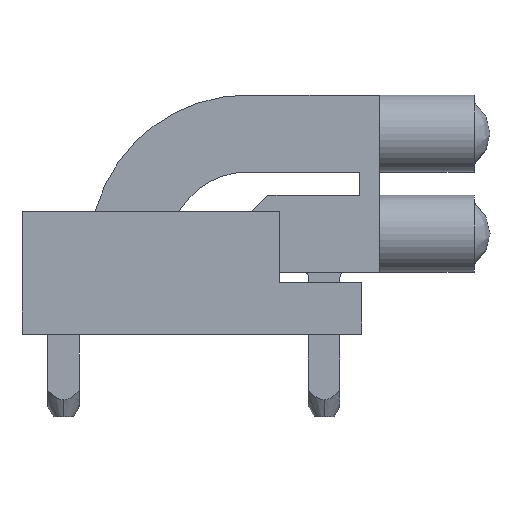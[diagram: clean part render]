
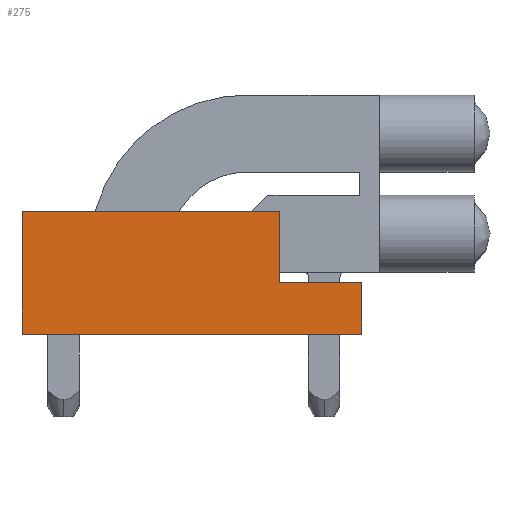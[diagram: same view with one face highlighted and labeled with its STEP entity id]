
A CAD part, front view. The second image highlights one B-rep face of the part: STEP entity #275.
In plain terms, the highlighted planar face has unit normal (0, -1, -0.009).
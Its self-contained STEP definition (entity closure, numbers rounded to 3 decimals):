
#275 = ADVANCED_FACE('',(#276),#326,.T.);
#276 = FACE_BOUND('',#277,.T.);
#277 = EDGE_LOOP('',(#278,#288,#296,#304,#312,#320));
#278 = ORIENTED_EDGE('',*,*,#279,.T.);
#279 = EDGE_CURVE('',#280,#282,#284,.T.);
#280 = VERTEX_POINT('',#281);
#281 = CARTESIAN_POINT('',(2.18,-1.654,1.3
    ));
#282 = VERTEX_POINT('',#283);
#283 = CARTESIAN_POINT('',(2.164,-1.67,3.1)
  );
#284 = LINE('',#285,#286);
#285 = CARTESIAN_POINT('',(2.18,-1.654,1.3
    ));
#286 = VECTOR('',#287,1.);
#287 = DIRECTION('',(-0.009,-0.009,
    1.));
#288 = ORIENTED_EDGE('',*,*,#289,.T.);
#289 = EDGE_CURVE('',#282,#290,#292,.T.);
#290 = VERTEX_POINT('',#291);
#291 = CARTESIAN_POINT('',(-4.35,-1.67,
    3.1));
#292 = LINE('',#293,#294);
#293 = CARTESIAN_POINT('',(3.3,-1.67,3.1)
  );
#294 = VECTOR('',#295,1.);
#295 = DIRECTION('',(-1.,0.,0.));
#296 = ORIENTED_EDGE('',*,*,#297,.T.);
#297 = EDGE_CURVE('',#290,#298,#300,.T.);
#298 = VERTEX_POINT('',#299);
#299 = CARTESIAN_POINT('',(-4.35,-1.643,
    0.));
#300 = LINE('',#301,#302);
#301 = CARTESIAN_POINT('',(-4.35,-1.654,1.299)
  );
#302 = VECTOR('',#303,1.);
#303 = DIRECTION('',(0.,0.009,
    -1.));
#304 = ORIENTED_EDGE('',*,*,#305,.T.);
#305 = EDGE_CURVE('',#298,#306,#308,.T.);
#306 = VERTEX_POINT('',#307);
#307 = CARTESIAN_POINT('',(4.25,-1.643,
    0.));
#308 = LINE('',#309,#310);
#309 = CARTESIAN_POINT('',(3.3,-1.643,
    0.));
#310 = VECTOR('',#311,1.);
#311 = DIRECTION('',(1.,0.,0.));
#312 = ORIENTED_EDGE('',*,*,#313,.T.);
#313 = EDGE_CURVE('',#306,#314,#316,.T.);
#314 = VERTEX_POINT('',#315);
#315 = CARTESIAN_POINT('',(4.25,-1.654,1.3));
#316 = LINE('',#317,#318);
#317 = CARTESIAN_POINT('',(4.25,-1.643,
    0.));
#318 = VECTOR('',#319,1.);
#319 = DIRECTION('',(0.,-0.009,
    1.));
#320 = ORIENTED_EDGE('',*,*,#321,.T.);
#321 = EDGE_CURVE('',#314,#280,#322,.T.);
#322 = LINE('',#323,#324);
#323 = CARTESIAN_POINT('',(3.3,-1.654,1.3)
  );
#324 = VECTOR('',#325,1.);
#325 = DIRECTION('',(-1.,0.,0.));
#326 = PLANE('',#327);
#327 = AXIS2_PLACEMENT_3D('',#328,#329,#330);
#328 = CARTESIAN_POINT('',(3.3,-1.654,1.299)
  );
#329 = DIRECTION('',(0.,-1.,
    -0.009));
#330 = DIRECTION('',(0.,-0.009,
    1.));
